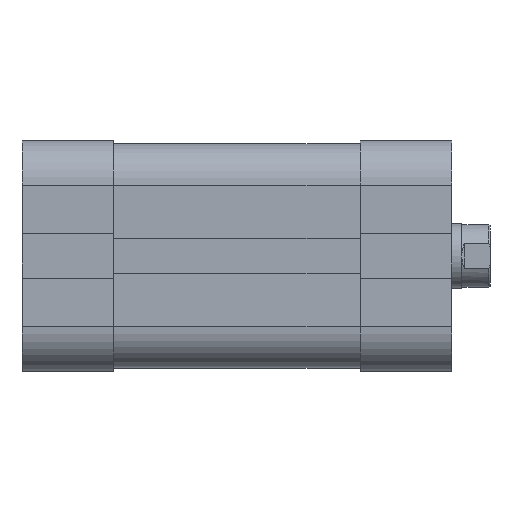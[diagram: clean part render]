
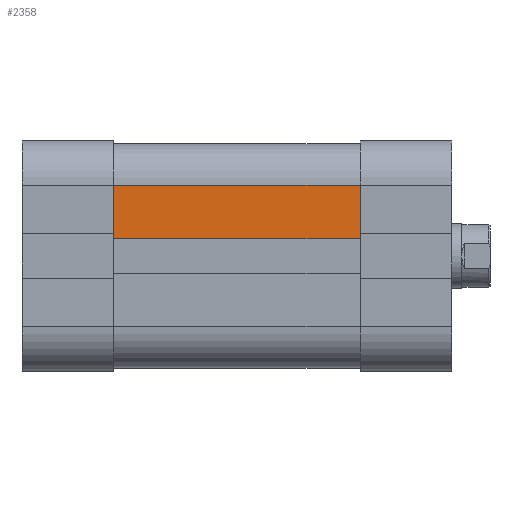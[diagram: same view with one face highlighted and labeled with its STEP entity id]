
A CAD part, top view. The second image highlights one B-rep face of the part: STEP entity #2358.
In plain terms, the highlighted face is planar.
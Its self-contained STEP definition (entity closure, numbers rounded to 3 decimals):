
#393 = ORIENTED_EDGE ( 'NONE', *, *, #2542, .T. ) ;
#394 = ORIENTED_EDGE ( 'NONE', *, *, #2546, .F. ) ;
#395 = ORIENTED_EDGE ( 'NONE', *, *, #2544, .F. ) ;
#396 = ORIENTED_EDGE ( 'NONE', *, *, #2543, .T. ) ;
#718 = FACE_OUTER_BOUND ( 'NONE', #3400, .T. ) ;
#1212 = LINE ( 'NONE', #4111, #1227 ) ;
#1227 = VECTOR ( 'NONE', #4112, 1000. ) ;
#1239 = LINE ( 'NONE', #4103, #1243 ) ;
#1243 = VECTOR ( 'NONE', #4113, 1000. ) ;
#1247 = LINE ( 'NONE', #4114, #1249 ) ;
#1249 = VECTOR ( 'NONE', #4115, 1000. ) ;
#1255 = LINE ( 'NONE', #4118, #1257 ) ;
#1257 = VECTOR ( 'NONE', #4119, 1000. ) ;
#1829 = VERTEX_POINT ( 'NONE', #2016 ) ;
#1831 = VERTEX_POINT ( 'NONE', #2080 ) ;
#1860 = VERTEX_POINT ( 'NONE', #2337 ) ;
#1866 = VERTEX_POINT ( 'NONE', #2111 ) ;
#2007 = CARTESIAN_POINT ( 'NONE',  ( 6.5, 0., -38.5 ) ) ;
#2016 = CARTESIAN_POINT ( 'NONE',  ( 14.8, 0., -38.5 ) ) ;
#2080 = CARTESIAN_POINT ( 'NONE',  ( 6.5, 0., 0. ) ) ;
#2111 = CARTESIAN_POINT ( 'NONE',  ( 6.5, 0., -38.5 ) ) ;
#2112 = PLANE ( 'NONE',  #3115 ) ;
#2243 = DIRECTION ( 'NONE',  ( 0., -1., 0. ) ) ;
#2306 = DIRECTION ( 'NONE',  ( 0., 0., -1. ) ) ;
#2337 = CARTESIAN_POINT ( 'NONE',  ( 14.8, 0., 0. ) ) ;
#2358 = ADVANCED_FACE ( 'NONE', ( #718 ), #2112, .T. ) ;
#2542 = EDGE_CURVE ( 'NONE', #1866, #1829, #1212, .T. ) ;
#2543 = EDGE_CURVE ( 'NONE', #1829, #1860, #1239, .T. ) ;
#2544 = EDGE_CURVE ( 'NONE', #1831, #1860, #1247, .T. ) ;
#2546 = EDGE_CURVE ( 'NONE', #1866, #1831, #1255, .T. ) ;
#3115 = AXIS2_PLACEMENT_3D ( 'NONE', #2007, #2243, #2306 ) ;
#3400 = EDGE_LOOP ( 'NONE', ( #396, #395, #394, #393 ) ) ;
#4103 = CARTESIAN_POINT ( 'NONE',  ( 14.8, 0., -38.5 ) ) ;
#4111 = CARTESIAN_POINT ( 'NONE',  ( 6.5, 0., -38.5 ) ) ;
#4112 = DIRECTION ( 'NONE',  ( 1., 0., 0. ) ) ;
#4113 = DIRECTION ( 'NONE',  ( 0., 0., 1. ) ) ;
#4114 = CARTESIAN_POINT ( 'NONE',  ( 6.5, 0., 0. ) ) ;
#4115 = DIRECTION ( 'NONE',  ( 1., 0., 0. ) ) ;
#4118 = CARTESIAN_POINT ( 'NONE',  ( 6.5, 0., -38.5 ) ) ;
#4119 = DIRECTION ( 'NONE',  ( 0., 0., 1. ) ) ;
